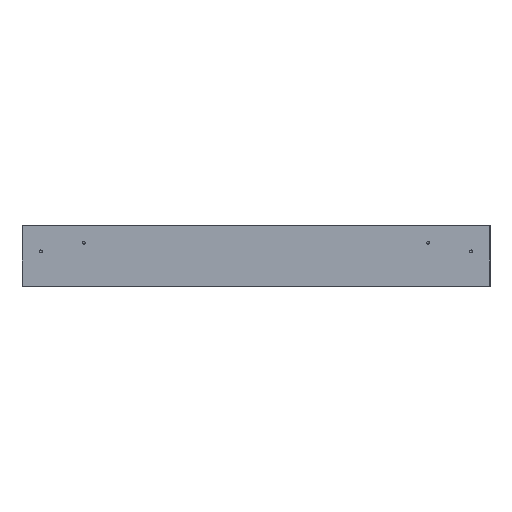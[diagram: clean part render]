
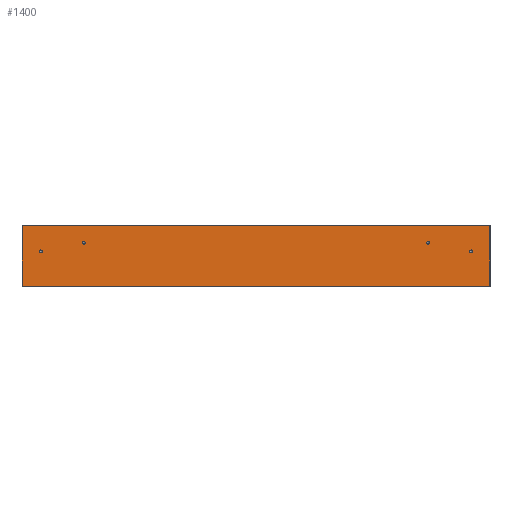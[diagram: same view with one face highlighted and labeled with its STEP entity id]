
A CAD part, top view. The second image highlights one B-rep face of the part: STEP entity #1400.
In plain terms, the highlighted planar face has unit normal (0, 0, 1).
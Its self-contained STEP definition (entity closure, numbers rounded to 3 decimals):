
#72=FACE_BOUND('',#296,.T.);
#73=FACE_BOUND('',#297,.T.);
#74=FACE_BOUND('',#298,.T.);
#75=FACE_BOUND('',#299,.T.);
#81=CIRCLE('',#1503,0.812);
#82=CIRCLE('',#1504,0.812);
#83=CIRCLE('',#1505,0.812);
#84=CIRCLE('',#1506,0.812);
#207=FACE_OUTER_BOUND('',#295,.T.);
#295=EDGE_LOOP('',(#999,#1000,#1001,#1002));
#296=EDGE_LOOP('',(#1003));
#297=EDGE_LOOP('',(#1004));
#298=EDGE_LOOP('',(#1005));
#299=EDGE_LOOP('',(#1006));
#390=LINE('',#2215,#495);
#392=LINE('',#2218,#497);
#417=LINE('',#2260,#522);
#418=LINE('',#2262,#523);
#495=VECTOR('',#1710,10.);
#497=VECTOR('',#1714,10.);
#522=VECTOR('',#1761,10.);
#523=VECTOR('',#1764,10.);
#584=VERTEX_POINT('',#2176);
#586=VERTEX_POINT('',#2181);
#590=VERTEX_POINT('',#2190);
#599=VERTEX_POINT('',#2211);
#606=VERTEX_POINT('',#2265);
#607=VERTEX_POINT('',#2267);
#608=VERTEX_POINT('',#2269);
#609=VERTEX_POINT('',#2271);
#734=EDGE_CURVE('',#586,#599,#390,.T.);
#736=EDGE_CURVE('',#599,#590,#392,.T.);
#761=EDGE_CURVE('',#590,#584,#417,.T.);
#762=EDGE_CURVE('',#584,#586,#418,.T.);
#764=EDGE_CURVE('',#606,#606,#81,.T.);
#765=EDGE_CURVE('',#607,#607,#82,.T.);
#766=EDGE_CURVE('',#608,#608,#83,.T.);
#767=EDGE_CURVE('',#609,#609,#84,.T.);
#999=ORIENTED_EDGE('',*,*,#734,.F.);
#1000=ORIENTED_EDGE('',*,*,#762,.F.);
#1001=ORIENTED_EDGE('',*,*,#761,.F.);
#1002=ORIENTED_EDGE('',*,*,#736,.F.);
#1003=ORIENTED_EDGE('',*,*,#764,.T.);
#1004=ORIENTED_EDGE('',*,*,#765,.T.);
#1005=ORIENTED_EDGE('',*,*,#766,.T.);
#1006=ORIENTED_EDGE('',*,*,#767,.T.);
#1369=PLANE('',#1502);
#1400=ADVANCED_FACE('',(#207,#72,#73,#74,#75),#1369,.T.);
#1502=AXIS2_PLACEMENT_3D('',#2264,#1766,#1767);
#1503=AXIS2_PLACEMENT_3D('',#2266,#1768,#1769);
#1504=AXIS2_PLACEMENT_3D('',#2268,#1770,#1771);
#1505=AXIS2_PLACEMENT_3D('',#2270,#1772,#1773);
#1506=AXIS2_PLACEMENT_3D('',#2272,#1774,#1775);
#1710=DIRECTION('',(1.,0.,0.));
#1714=DIRECTION('',(0.,-1.,0.));
#1761=DIRECTION('',(-1.,0.,0.));
#1764=DIRECTION('',(0.,1.,0.));
#1766=DIRECTION('center_axis',(0.,0.,1.));
#1767=DIRECTION('ref_axis',(-1.,0.,0.));
#1768=DIRECTION('center_axis',(0.,0.,-1.));
#1769=DIRECTION('ref_axis',(1.,0.,0.));
#1770=DIRECTION('center_axis',(0.,0.,-1.));
#1771=DIRECTION('ref_axis',(1.,0.,0.));
#1772=DIRECTION('center_axis',(0.,0.,-1.));
#1773=DIRECTION('ref_axis',(1.,0.,0.));
#1774=DIRECTION('center_axis',(0.,0.,-1.));
#1775=DIRECTION('ref_axis',(1.,0.,0.));
#2176=CARTESIAN_POINT('',(7.12,60.647,-9.202));
#2181=CARTESIAN_POINT('',(7.12,96.045,-9.202));
#2190=CARTESIAN_POINT('',(278.82,60.647,-9.202));
#2211=CARTESIAN_POINT('',(278.82,96.045,-9.202));
#2215=CARTESIAN_POINT('',(137.97,96.045,-9.202));
#2218=CARTESIAN_POINT('',(278.82,70.93,-9.202));
#2260=CARTESIAN_POINT('',(211.045,60.647,-9.202));
#2262=CARTESIAN_POINT('',(7.12,98.346,-9.202));
#2264=CARTESIAN_POINT('Origin',(279.12,100.547,-9.202));
#2265=CARTESIAN_POINT('',(42.159,85.983,-9.202));
#2266=CARTESIAN_POINT('Origin',(42.97,85.983,-9.202));
#2267=CARTESIAN_POINT('',(17.159,80.983,-9.202));
#2268=CARTESIAN_POINT('Origin',(17.97,80.983,-9.202));
#2269=CARTESIAN_POINT('',(242.159,85.983,-9.202));
#2270=CARTESIAN_POINT('Origin',(242.97,85.983,-9.202));
#2271=CARTESIAN_POINT('',(267.159,80.983,-9.202));
#2272=CARTESIAN_POINT('Origin',(267.97,80.983,-9.202));
